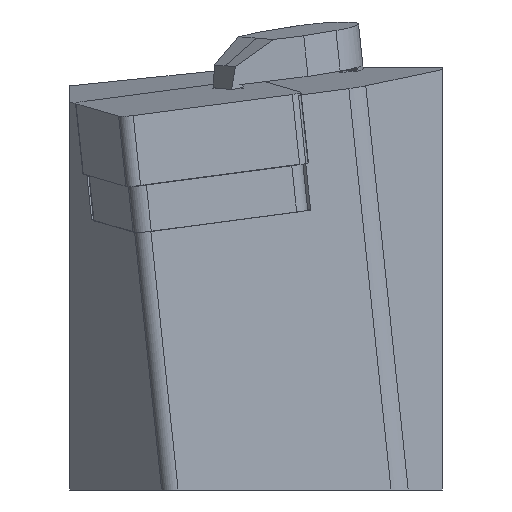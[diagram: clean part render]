
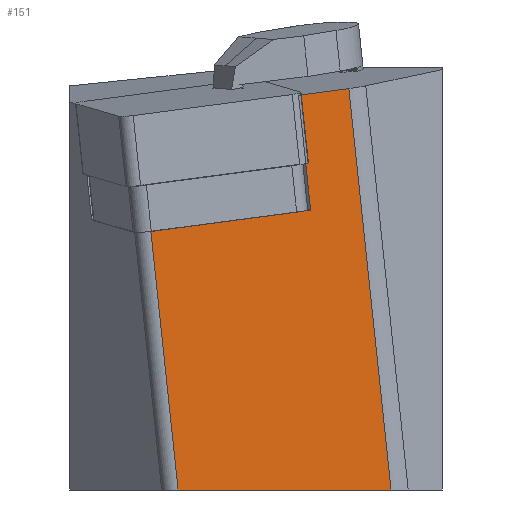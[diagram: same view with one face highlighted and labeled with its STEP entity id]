
A CAD part, left-side view. The second image highlights one B-rep face of the part: STEP entity #151.
In plain terms, the highlighted planar face has unit normal (-0.963, -0.258, -0.075).
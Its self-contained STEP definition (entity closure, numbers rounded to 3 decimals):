
#151=ADVANCED_FACE('',(#252),#209,.F.);
#209=PLANE('',#1258);
#252=FACE_OUTER_BOUND('',#310,.T.);
#310=EDGE_LOOP('',(#676,#677,#678,#679,#680,#681,#682));
#361=LINE('',#1659,#486);
#367=LINE('',#1681,#492);
#392=LINE('',#1734,#517);
#397=LINE('',#1746,#522);
#398=LINE('',#1750,#523);
#399=LINE('',#1751,#524);
#400=LINE('',#1752,#525);
#486=VECTOR('',#1341,1.);
#492=VECTOR('',#1359,1.);
#517=VECTOR('',#1398,1.);
#522=VECTOR('',#1411,1.);
#523=VECTOR('',#1416,1.);
#524=VECTOR('',#1417,1.);
#525=VECTOR('',#1418,1.);
#676=ORIENTED_EDGE('',*,*,#1089,.T.);
#677=ORIENTED_EDGE('',*,*,#1087,.T.);
#678=ORIENTED_EDGE('',*,*,#1081,.F.);
#679=ORIENTED_EDGE('',*,*,#1090,.T.);
#680=ORIENTED_EDGE('',*,*,#1054,.F.);
#681=ORIENTED_EDGE('',*,*,#1091,.F.);
#682=ORIENTED_EDGE('',*,*,#1044,.T.);
#934=VERTEX_POINT('',#1657);
#936=VERTEX_POINT('',#1660);
#944=VERTEX_POINT('',#1679);
#946=VERTEX_POINT('',#1682);
#966=VERTEX_POINT('',#1733);
#967=VERTEX_POINT('',#1735);
#970=VERTEX_POINT('',#1747);
#1044=EDGE_CURVE('',#936,#934,#361,.T.);
#1054=EDGE_CURVE('',#944,#946,#367,.T.);
#1081=EDGE_CURVE('',#966,#967,#392,.T.);
#1087=EDGE_CURVE('',#970,#967,#397,.T.);
#1089=EDGE_CURVE('',#934,#970,#398,.T.);
#1090=EDGE_CURVE('',#966,#946,#399,.T.);
#1091=EDGE_CURVE('',#936,#944,#400,.T.);
#1258=AXIS2_PLACEMENT_3D('',#1753,#1419,#1420);
#1341=DIRECTION('',(-0.248,0.961,-0.127));
#1359=DIRECTION('',(0.248,-0.961,0.127));
#1398=DIRECTION('',(-0.259,0.966,0.));
#1411=DIRECTION('',(0.105,-0.104,-0.989));
#1416=DIRECTION('',(-0.248,0.961,-0.127));
#1417=DIRECTION('',(-0.105,0.104,0.989));
#1418=DIRECTION('',(-0.105,0.104,0.989));
#1419=DIRECTION('',(0.963,0.258,0.075));
#1420=DIRECTION('',(0.259,-0.966,0.));
#1657=CARTESIAN_POINT('',(8.253,18.759,-12.625));
#1659=CARTESIAN_POINT('',(3.012,39.094,-15.316));
#1660=CARTESIAN_POINT('',(8.532,17.675,-12.482));
#1679=CARTESIAN_POINT('',(6.905,19.294,2.918));
#1681=CARTESIAN_POINT('',(1.385,40.713,0.083));
#1682=CARTESIAN_POINT('',(8.641,12.556,3.81));
#1733=CARTESIAN_POINT('',(14.328,6.9,-50.));
#1734=CARTESIAN_POINT('',(6.977,34.333,-50.));
#1735=CARTESIAN_POINT('',(6.678,35.449,-50.));
#1746=CARTESIAN_POINT('',(7.625,34.507,-58.964));
#1747=CARTESIAN_POINT('',(3.012,39.094,-15.316));
#1750=CARTESIAN_POINT('',(3.012,39.094,-15.316));
#1751=CARTESIAN_POINT('',(14.881,6.35,-55.238));
#1752=CARTESIAN_POINT('',(13.145,13.088,-56.13));
#1753=CARTESIAN_POINT('',(7.625,34.507,-58.964));
